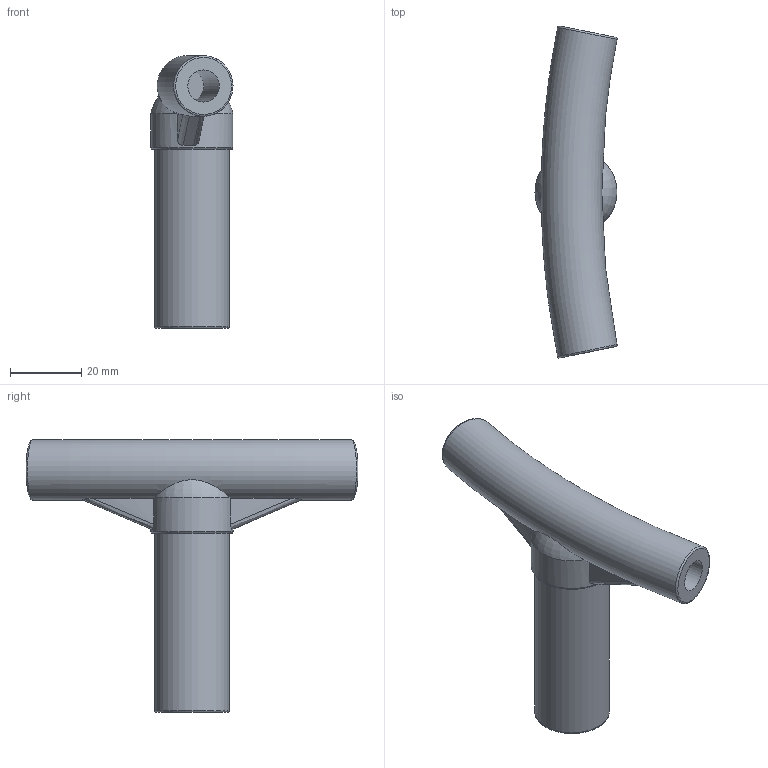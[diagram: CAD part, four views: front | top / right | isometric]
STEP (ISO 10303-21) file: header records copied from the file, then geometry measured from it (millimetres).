
FILE_DESCRIPTION(('STEP AP242'), '1');
FILE_NAME('ﾒ鳫韭 - 粢 竟趺湜淏', '2024-06-06T10:54:36', ('user'), (''), 'C3D Converter', 'C3D Toolkit', '');
FILE_SCHEMA(('AP242_MANAGED_MODEL_BASED_3D_ENGINEERING_MIM_LF { 1 0 10303 442 1 1 4 }'));
Length unit declared in the file: millimetre
Bounding box: 23.01 x 93.08 x 76.45 mm (x, y, z)
Volume: 31452.4 mm3; surface area: 14983.8 mm2
Topology: 1 solids, 3 shells, 42 faces, 86 edges, 56 vertices
Faces by surface type: plane 12, torus 11, cylinder 11, bspline 8
Full cylindrical faces by diameter (mm): 13 x2, 14 x1, 21 x1, 23 x1
Entity records: 3974 total; most frequent: CARTESIAN_POINT 2830, ORIENTED_EDGE 148, DIRECTION 136, EDGE_CURVE 74, AXIS2_PLACEMENT_3D 66, EDGE_LOOP 60, VERTEX_POINT 56, COLOUR_RGB 43
